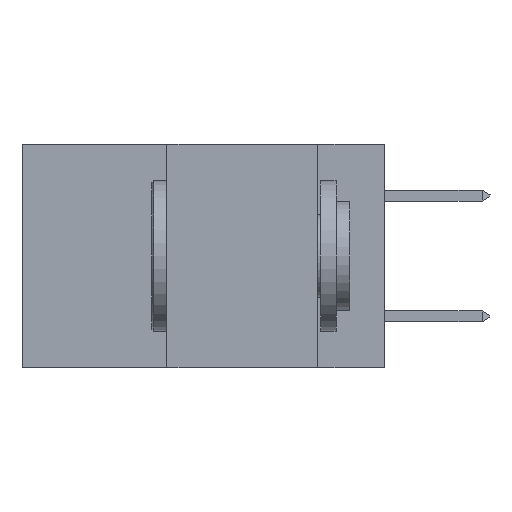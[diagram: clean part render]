
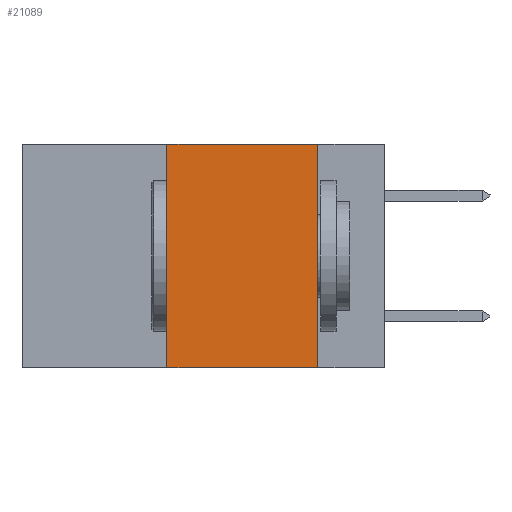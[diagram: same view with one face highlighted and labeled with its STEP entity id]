
A CAD part, left-side view. The second image highlights one B-rep face of the part: STEP entity #21089.
In plain terms, the highlighted planar face has unit normal (-1, 0, 0).
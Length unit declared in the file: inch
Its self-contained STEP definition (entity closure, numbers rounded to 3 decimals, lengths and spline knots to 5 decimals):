
#21 = AXIS2_PLACEMENT_3D ( 'NONE', #14108, #30308, #16277 ) ;
#3005 = VECTOR ( 'NONE', #27650, 39.37008 ) ;
#3276 = EDGE_CURVE ( 'NONE', #5761, #28487, #21094, .T. ) ;
#3874 = VECTOR ( 'NONE', #21478, 39.37008 ) ;
#5761 = VERTEX_POINT ( 'NONE', #15360 ) ;
#6348 = VERTEX_POINT ( 'NONE', #24904 ) ;
#6412 = CARTESIAN_POINT ( 'NONE',  ( 0., 0.36, 0. ) ) ;
#6871 = PLANE ( 'NONE',  #21 ) ;
#9079 = VECTOR ( 'NONE', #15316, 39.37008 ) ;
#9441 = ORIENTED_EDGE ( 'NONE', *, *, #29331, .F. ) ;
#10184 = LINE ( 'NONE', #23946, #3874 ) ;
#10473 = EDGE_CURVE ( 'NONE', #6348, #26280, #10184, .T. ) ;
#12359 = CARTESIAN_POINT ( 'NONE',  ( 0., 0.6, -0.37 ) ) ;
#13231 = DIRECTION ( 'NONE',  ( 0., 0., 1. ) ) ;
#13711 = VECTOR ( 'NONE', #13231, 39.37008 ) ;
#13874 = EDGE_CURVE ( 'NONE', #5761, #26280, #27979, .T. ) ;
#14108 = CARTESIAN_POINT ( 'NONE',  ( 0., 0.6, 0. ) ) ;
#15316 = DIRECTION ( 'NONE',  ( 0., -1., 0. ) ) ;
#15360 = CARTESIAN_POINT ( 'NONE',  ( 0., 0.36, -0.37 ) ) ;
#15652 = CARTESIAN_POINT ( 'NONE',  ( 0., 0.6, 0. ) ) ;
#16277 = DIRECTION ( 'NONE',  ( 0., 0., -1. ) ) ;
#17679 = CARTESIAN_POINT ( 'NONE',  ( 0., 0.36, 0. ) ) ;
#17794 = ORIENTED_EDGE ( 'NONE', *, *, #3276, .F. ) ;
#21089 = ADVANCED_FACE ( 'NONE', ( #22758 ), #6871, .F. ) ;
#21094 = LINE ( 'NONE', #17679, #13711 ) ;
#21478 = DIRECTION ( 'NONE',  ( 0., 0., -1. ) ) ;
#22758 = FACE_OUTER_BOUND ( 'NONE', #29752, .T. ) ;
#23946 = CARTESIAN_POINT ( 'NONE',  ( 0., 0.11, 0. ) ) ;
#24904 = CARTESIAN_POINT ( 'NONE',  ( 0., 0.11, 0. ) ) ;
#26280 = VERTEX_POINT ( 'NONE', #28891 ) ;
#27418 = ORIENTED_EDGE ( 'NONE', *, *, #10473, .F. ) ;
#27471 = ORIENTED_EDGE ( 'NONE', *, *, #13874, .T. ) ;
#27650 = DIRECTION ( 'NONE',  ( 0., -1., 0. ) ) ;
#27979 = LINE ( 'NONE', #12359, #9079 ) ;
#28487 = VERTEX_POINT ( 'NONE', #6412 ) ;
#28891 = CARTESIAN_POINT ( 'NONE',  ( 0., 0.11, -0.37 ) ) ;
#29325 = LINE ( 'NONE', #15652, #3005 ) ;
#29331 = EDGE_CURVE ( 'NONE', #28487, #6348, #29325, .T. ) ;
#29752 = EDGE_LOOP ( 'NONE', ( #27418, #9441, #17794, #27471 ) ) ;
#30308 = DIRECTION ( 'NONE',  ( 1., 0., 0. ) ) ;
